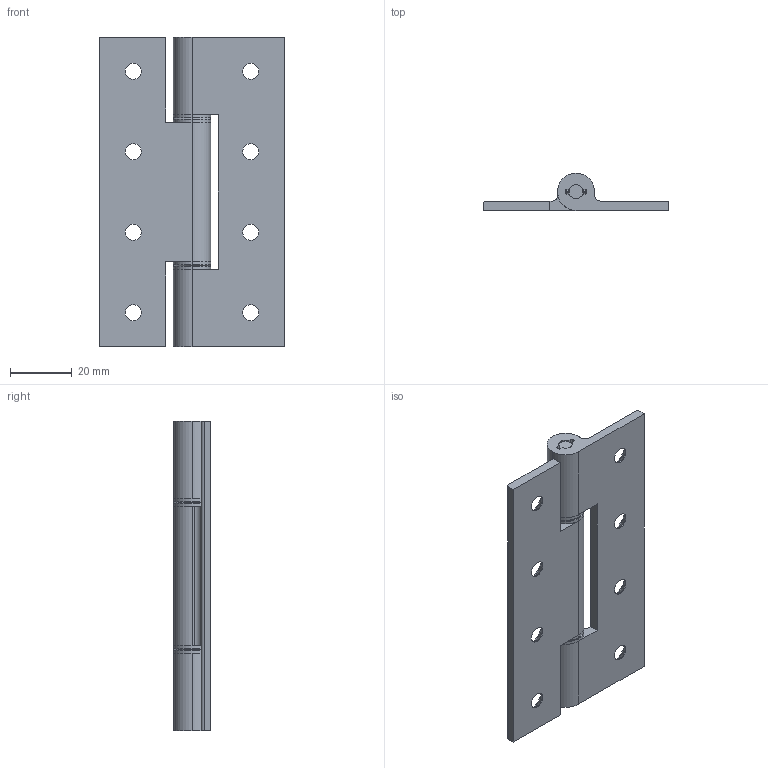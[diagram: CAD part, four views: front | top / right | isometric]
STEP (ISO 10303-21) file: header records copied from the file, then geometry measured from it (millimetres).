
FILE_DESCRIPTION (( 'STEP AP203' ), '1' );
FILE_NAME ('B-211-3.STEP', '2011-10-11T01:48:15', ( '' ), ( '' ), 'SwSTEP 2.0', 'SolidWorks 2011', '' );
FILE_SCHEMA (( 'CONFIG_CONTROL_DESIGN' ));
Length unit declared in the file: millimetre
Products named in the file (6): B-211-3; B-211-3ピン_; B-211-3樹脂ワッシャー_; B-211-3樹脂ブッシュ_; B-211-3羽根B_; B-211-3羽根A_
Assembly tree (7 placements, depth 2):
  B-211-3
    B-211-3樹脂ブッシュ_  x2
    B-211-3樹脂ワッシャー_  x2
    B-211-3羽根B_
    B-211-3羽根A_
    B-211-3ピン_
Bounding box: 60 x 12 x 100 mm (x, y, z)
Volume: 23614.5 mm3; surface area: 19341.9 mm2
Topology: 7 solids, 7 shells, 234 faces, 590 edges, 364 vertices
Faces by surface type: cylinder 115, plane 79, torus 16, cone 16, sphere 8
Entity records: 6086 total; most frequent: DIRECTION 1018, CARTESIAN_POINT 933, ORIENTED_EDGE 892, EDGE_CURVE 446, AXIS2_PLACEMENT_3D 389, VERTEX_POINT 280, VECTOR 240, LINE 240
